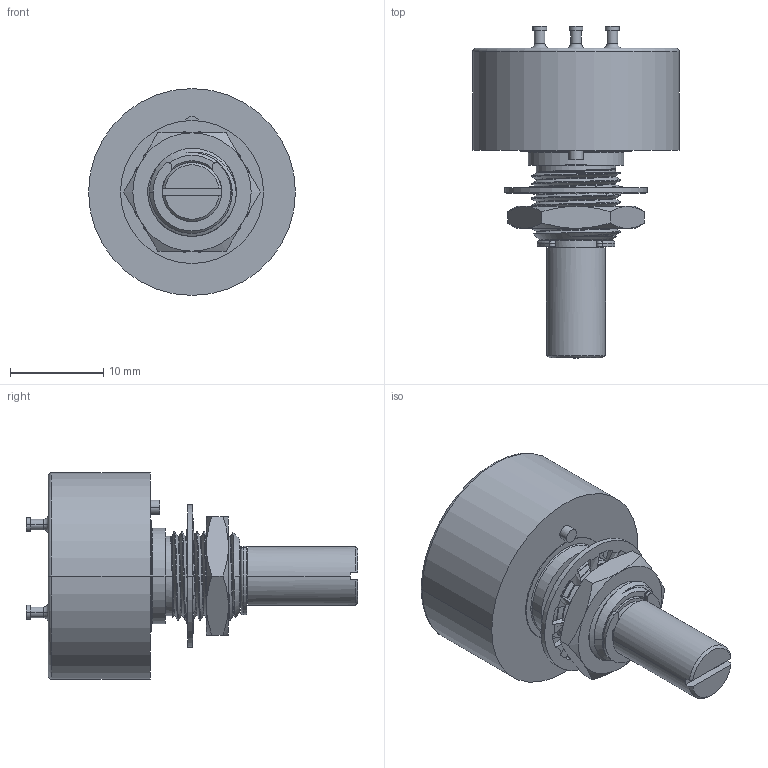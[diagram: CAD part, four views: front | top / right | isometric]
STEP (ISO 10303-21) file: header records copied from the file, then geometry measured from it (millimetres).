
FILE_DESCRIPTION((''),'2;1');
FILE_NAME('6120-135_SW0002','2013-03-06T',('BMozley'),(''),'PRO/ENGINEER BY PARAMETRIC TECHNOLOGY CORPORATION, 2012480','PRO/ENGINEER BY PARAMETRIC TECHNOLOGY CORPORATION, 2012480','');
FILE_SCHEMA(('CONFIG_CONTROL_DESIGN'));
Length unit declared in the file: inch
Products named in the file (1): 6120-135_SW0002
Bounding box: 22.23 x 35.66 x 22.23 mm (x, y, z)
Volume: 5190.4 mm3; surface area: 4004.1 mm2
Topology: 1 solids, 1 shells, 757 faces, 2233 edges, 1467 vertices
Faces by surface type: plane 524, cylinder 143, bspline 59, cone 18, torus 13
Entity records: 35734 total; most frequent: CARTESIAN_POINT 15682, ORIENTED_EDGE 4466, DIRECTION 3853, EDGE_CURVE 2233, VERTEX_POINT 1467, VECTOR 1451, LINE 1451, AXIS2_PLACEMENT_3D 1201
